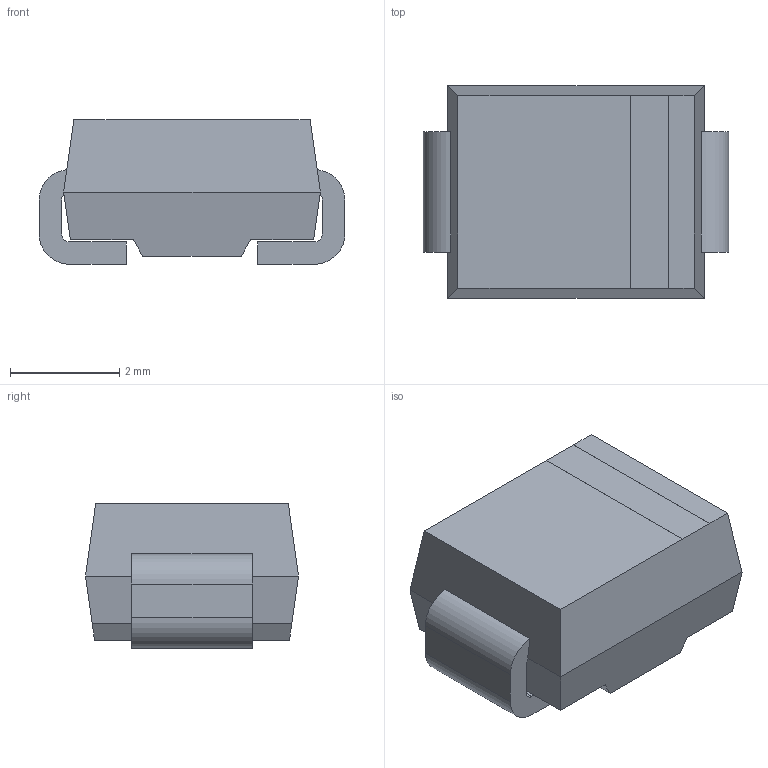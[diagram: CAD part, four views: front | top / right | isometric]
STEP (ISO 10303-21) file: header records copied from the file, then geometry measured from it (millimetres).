
FILE_DESCRIPTION (( 'STEP AP214' ), '1' );
FILE_NAME ('B48147E8-41FC-454C-9672-C925B3DDCDCF.STEP', '2024-04-26T21:34:07', ( '' ), ( '' ), 'SwSTEP 2.0', 'SolidWorks 2022', '' );
FILE_SCHEMA (( 'AUTOMOTIVE_DESIGN' ));
Length unit declared in the file: millimetre
Products named in the file (1): B48147E8-41FC-454C-9672-C925B3DDCDCF
Bounding box: 5.6 x 3.9 x 2.65 mm (x, y, z)
Volume: 44.3 mm3; surface area: 98.5 mm2
Topology: 1 solids, 1 shells, 40 faces, 110 edges, 72 vertices
Faces by surface type: plane 32, cylinder 8
Entity records: 1734 total; most frequent: CARTESIAN_POINT 229, ORIENTED_EDGE 220, DIRECTION 206, EDGE_CURVE 110, VECTOR 92, LINE 92, VERTEX_POINT 72, AXIS2_PLACEMENT_3D 57
